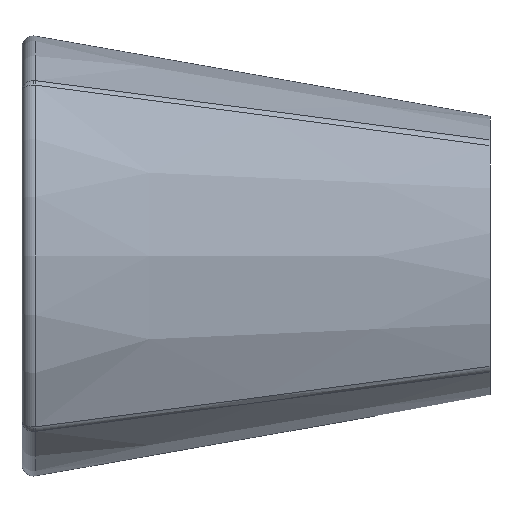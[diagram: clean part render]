
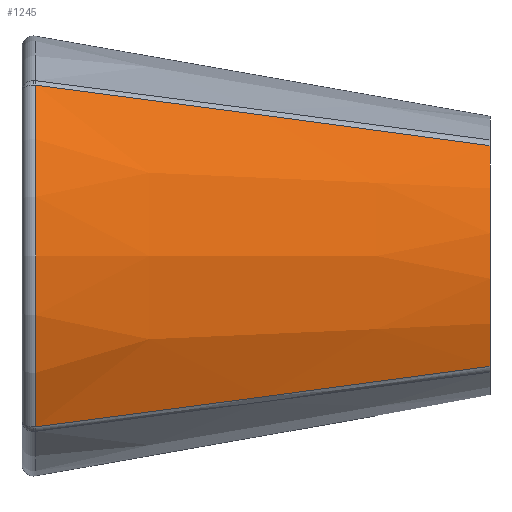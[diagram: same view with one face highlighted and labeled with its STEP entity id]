
A CAD part, left-side view. The second image highlights one B-rep face of the part: STEP entity #1245.
In plain terms, the highlighted conical face has half-angle 10 degrees and reference radius 15.062 mm.
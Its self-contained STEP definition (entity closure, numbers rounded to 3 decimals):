
#98 = CARTESIAN_POINT ( 'NONE',  ( -5.82, -3.533, 5.598 ) ) ;
#105 = ORIENTED_EDGE ( 'NONE', *, *, #2192, .F. ) ;
#338 = CARTESIAN_POINT ( 'NONE',  ( 5.563, -10., 0. ) ) ;
#368 = VERTEX_POINT ( 'NONE', #376 ) ;
#376 = CARTESIAN_POINT ( 'NONE',  ( -4.965, -10., -4.717 ) ) ;
#565 = AXIS2_PLACEMENT_3D ( 'NONE', #338, #3408, #2723 ) ;
#766 = CONICAL_SURFACE ( 'NONE', #2104, 15.063, 0.175 ) ;
#1052 = CARTESIAN_POINT ( 'NONE',  ( -4.965, -10., -4.717 ) ) ;
#1055 = DIRECTION ( 'NONE',  ( 0., 0., 1. ) ) ;
#1211 = ORIENTED_EDGE ( 'NONE', *, *, #1737, .T. ) ;
#1215 = EDGE_LOOP ( 'NONE', ( #3027, #105, #3081, #1211 ) ) ;
#1245 = ADVANCED_FACE ( 'NONE', ( #3391 ), #766, .T. ) ;
#1294 = CARTESIAN_POINT ( 'NONE',  ( 5.563, 10., 0. ) ) ;
#1307 = EDGE_CURVE ( 'NONE', #3813, #1492, #1726, .T. ) ;
#1492 = VERTEX_POINT ( 'NONE', #2888 ) ;
#1714 = DIRECTION ( 'NONE',  ( 0., 0., -1. ) ) ;
#1726 = B_SPLINE_CURVE_WITH_KNOTS ( 'NONE', 3,
 ( #4139, #98, #1752, #2491 ),
 .UNSPECIFIED., .F., .F.,
 ( 4, 4 ),
 ( 0., 0.02 ),
 .UNSPECIFIED. ) ;
#1735 = DIRECTION ( 'NONE',  ( 0., 1., 0. ) ) ;
#1737 = EDGE_CURVE ( 'NONE', #1492, #4076, #2369, .T. ) ;
#1752 = CARTESIAN_POINT ( 'NONE',  ( -6.659, 2.939, 6.455 ) ) ;
#1754 = CARTESIAN_POINT ( 'NONE',  ( -7.493, 9.413, -7.303 ) ) ;
#2081 = CARTESIAN_POINT ( 'NONE',  ( -5.82, -3.533, -5.598 ) ) ;
#2104 = AXIS2_PLACEMENT_3D ( 'NONE', #1294, #1735, #1714 ) ;
#2191 = AXIS2_PLACEMENT_3D ( 'NONE', #2414, #3431, #1055 ) ;
#2192 = EDGE_CURVE ( 'NONE', #3813, #368, #3492, .T. ) ;
#2367 = CARTESIAN_POINT ( 'NONE',  ( -6.659, 2.939, -6.455 ) ) ;
#2369 = CIRCLE ( 'NONE', #2191, 14.959 ) ;
#2414 = CARTESIAN_POINT ( 'NONE',  ( 5.563, 9.413, 0. ) ) ;
#2491 = CARTESIAN_POINT ( 'NONE',  ( -7.493, 9.413, 7.303 ) ) ;
#2723 = DIRECTION ( 'NONE',  ( 0., 0., 1. ) ) ;
#2888 = CARTESIAN_POINT ( 'NONE',  ( -7.493, 9.413, 7.303 ) ) ;
#2986 = EDGE_CURVE ( 'NONE', #4076, #368, #3498, .T. ) ;
#3027 = ORIENTED_EDGE ( 'NONE', *, *, #2986, .T. ) ;
#3081 = ORIENTED_EDGE ( 'NONE', *, *, #1307, .T. ) ;
#3222 = CARTESIAN_POINT ( 'NONE',  ( -7.493, 9.413, -7.303 ) ) ;
#3391 = FACE_OUTER_BOUND ( 'NONE', #1215, .T. ) ;
#3408 = DIRECTION ( 'NONE',  ( 0., -1., 0. ) ) ;
#3431 = DIRECTION ( 'NONE',  ( 0., -1., 0. ) ) ;
#3492 = CIRCLE ( 'NONE', #565, 11.536 ) ;
#3498 = B_SPLINE_CURVE_WITH_KNOTS ( 'NONE', 3,
 ( #3222, #2367, #2081, #1052 ),
 .UNSPECIFIED., .F., .F.,
 ( 4, 4 ),
 ( 0., 0.02 ),
 .UNSPECIFIED. ) ;
#3813 = VERTEX_POINT ( 'NONE', #4273 ) ;
#4076 = VERTEX_POINT ( 'NONE', #1754 ) ;
#4139 = CARTESIAN_POINT ( 'NONE',  ( -4.965, -10., 4.717 ) ) ;
#4273 = CARTESIAN_POINT ( 'NONE',  ( -4.965, -10., 4.717 ) ) ;
